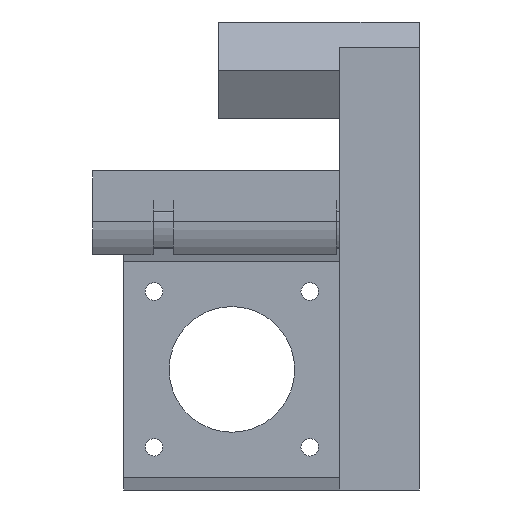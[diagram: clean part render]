
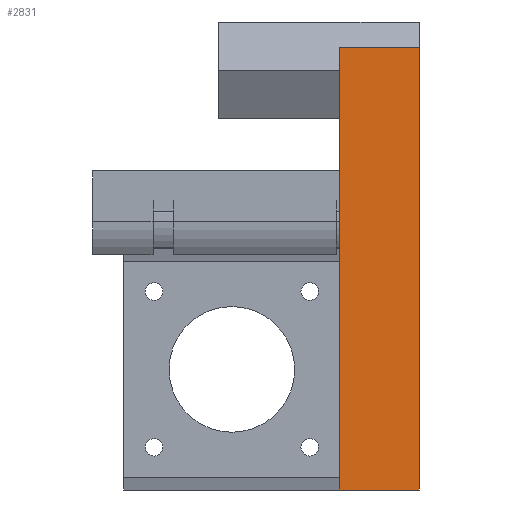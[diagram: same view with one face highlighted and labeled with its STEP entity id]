
A CAD part, left-side view. The second image highlights one B-rep face of the part: STEP entity #2831.
In plain terms, the highlighted planar face has unit normal (-1, 0, 0).
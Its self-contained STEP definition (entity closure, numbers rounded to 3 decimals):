
#6 = EDGE_LOOP ( 'NONE', ( #4589, #2601, #5528, #5534 ) ) ;
#274 = CARTESIAN_POINT ( 'NONE',  ( -32.9, -7.9, -86.5 ) ) ;
#609 = EDGE_CURVE ( 'NONE', #3255, #4539, #3231, .T. ) ;
#827 = CARTESIAN_POINT ( 'NONE',  ( -32.9, 7.9, -86.5 ) ) ;
#886 = DIRECTION ( 'NONE',  ( 0., 1., 0. ) ) ;
#922 = AXIS2_PLACEMENT_3D ( 'NONE', #2897, #3314, #2436 ) ;
#999 = CARTESIAN_POINT ( 'NONE',  ( -32.9, -7.9, 1.5 ) ) ;
#1035 = CARTESIAN_POINT ( 'NONE',  ( -32.9, -7.9, 1.5 ) ) ;
#1042 = VERTEX_POINT ( 'NONE', #827 ) ;
#1323 = EDGE_CURVE ( 'NONE', #4539, #1042, #4767, .T. ) ;
#1479 = DIRECTION ( 'NONE',  ( 0., 0., -1. ) ) ;
#2128 = VERTEX_POINT ( 'NONE', #4583 ) ;
#2234 = CARTESIAN_POINT ( 'NONE',  ( -32.9, 7.9, 1.5 ) ) ;
#2264 = EDGE_CURVE ( 'NONE', #2128, #1042, #4196, .T. ) ;
#2436 = DIRECTION ( 'NONE',  ( 0., 0., 1. ) ) ;
#2447 = PLANE ( 'NONE',  #922 ) ;
#2466 = VECTOR ( 'NONE', #3486, 1000. ) ;
#2601 = ORIENTED_EDGE ( 'NONE', *, *, #2264, .F. ) ;
#2831 = ADVANCED_FACE ( 'NONE', ( #4376 ), #2447, .T. ) ;
#2897 = CARTESIAN_POINT ( 'NONE',  ( -32.9, -7.9, 1.5 ) ) ;
#3231 = LINE ( 'NONE', #3505, #4242 ) ;
#3255 = VERTEX_POINT ( 'NONE', #999 ) ;
#3314 = DIRECTION ( 'NONE',  ( -1., 0., 0. ) ) ;
#3327 = VECTOR ( 'NONE', #1479, 1000. ) ;
#3486 = DIRECTION ( 'NONE',  ( 0., 0., -1. ) ) ;
#3505 = CARTESIAN_POINT ( 'NONE',  ( -32.9, -7.9, 1.5 ) ) ;
#4196 = LINE ( 'NONE', #274, #4462 ) ;
#4242 = VECTOR ( 'NONE', #886, 1000. ) ;
#4366 = CARTESIAN_POINT ( 'NONE',  ( -32.9, 7.9, 1.5 ) ) ;
#4376 = FACE_OUTER_BOUND ( 'NONE', #6, .T. ) ;
#4462 = VECTOR ( 'NONE', #4639, 1000. ) ;
#4539 = VERTEX_POINT ( 'NONE', #4366 ) ;
#4583 = CARTESIAN_POINT ( 'NONE',  ( -32.9, -7.9, -86.5 ) ) ;
#4589 = ORIENTED_EDGE ( 'NONE', *, *, #1323, .T. ) ;
#4639 = DIRECTION ( 'NONE',  ( 0., 1., 0. ) ) ;
#4691 = LINE ( 'NONE', #1035, #3327 ) ;
#4767 = LINE ( 'NONE', #2234, #2466 ) ;
#5379 = EDGE_CURVE ( 'NONE', #3255, #2128, #4691, .T. ) ;
#5528 = ORIENTED_EDGE ( 'NONE', *, *, #5379, .F. ) ;
#5534 = ORIENTED_EDGE ( 'NONE', *, *, #609, .T. ) ;
